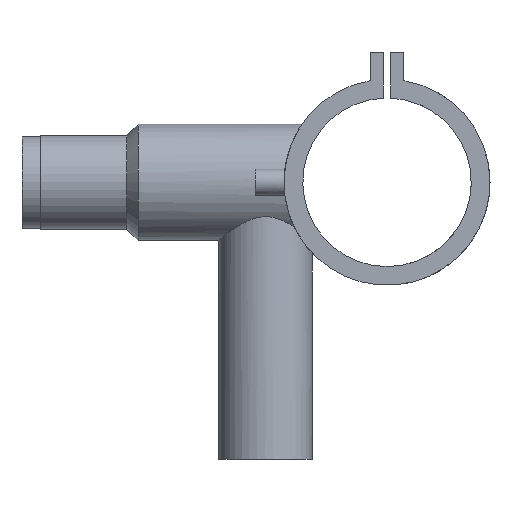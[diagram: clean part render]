
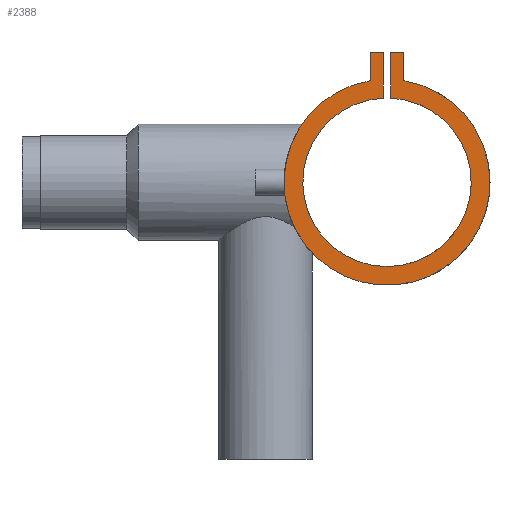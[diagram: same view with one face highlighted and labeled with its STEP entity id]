
A CAD part, left-side view. The second image highlights one B-rep face of the part: STEP entity #2388.
In plain terms, the highlighted planar face has unit normal (-1, 0, 0).
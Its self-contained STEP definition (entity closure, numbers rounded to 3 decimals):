
#8 = VECTOR ( 'NONE', #2515, 1000. ) ;
#65 = CARTESIAN_POINT ( 'NONE',  ( -69., 2., 69.259 ) ) ;
#138 = LINE ( 'NONE', #1113, #1948 ) ;
#199 = DIRECTION ( 'NONE',  ( -1., 0., 0. ) ) ;
#277 = DIRECTION ( 'NONE',  ( 0., 0., -1. ) ) ;
#279 = CARTESIAN_POINT ( 'NONE',  ( -69., 2., 69.259 ) ) ;
#280 = LINE ( 'NONE', #279, #1845 ) ;
#324 = CARTESIAN_POINT ( 'NONE',  ( -69., 9., 69.259 ) ) ;
#390 = DIRECTION ( 'NONE',  ( 0., 0., 1. ) ) ;
#391 = CARTESIAN_POINT ( 'NONE',  ( -69., 9., 69.259 ) ) ;
#394 = LINE ( 'NONE', #391, #1937 ) ;
#471 = DIRECTION ( 'NONE',  ( 1., 0., 0. ) ) ;
#581 = DIRECTION ( 'NONE',  ( 0., 0., 1. ) ) ;
#582 = CARTESIAN_POINT ( 'NONE',  ( -69., -2., 69.259 ) ) ;
#585 = LINE ( 'NONE', #582, #1943 ) ;
#611 = EDGE_CURVE ( 'NONE', #1265, #1955, #585, .T. ) ;
#677 = EDGE_CURVE ( 'NONE', #1891, #1557, #394, .T. ) ;
#711 = FACE_OUTER_BOUND ( 'NONE', #2034, .T. ) ;
#755 = EDGE_CURVE ( 'NONE', #2042, #1478, #280, .T. ) ;
#830 = VECTOR ( 'NONE', #1307, 1000. ) ;
#838 = AXIS2_PLACEMENT_3D ( 'NONE', #2351, #471, #1451 ) ;
#998 = AXIS2_PLACEMENT_3D ( 'NONE', #1146, #2098, #2533 ) ;
#1099 = LINE ( 'NONE', #2056, #8 ) ;
#1113 = CARTESIAN_POINT ( 'NONE',  ( -69., -9., 69.259 ) ) ;
#1146 = CARTESIAN_POINT ( 'NONE',  ( -69., 0., 0. ) ) ;
#1166 = EDGE_CURVE ( 'NONE', #1478, #1265, #1450, .T. ) ;
#1180 = DIRECTION ( 'NONE',  ( 0., 0., -1. ) ) ;
#1186 = CARTESIAN_POINT ( 'NONE',  ( -69., -2., 69.259 ) ) ;
#1265 = VERTEX_POINT ( 'NONE', #1456 ) ;
#1307 = DIRECTION ( 'NONE',  ( 0., -1., 0. ) ) ;
#1317 = VERTEX_POINT ( 'NONE', #2481 ) ;
#1395 = CARTESIAN_POINT ( 'NONE',  ( -69., 9., 54.259 ) ) ;
#1413 = CARTESIAN_POINT ( 'NONE',  ( -69., 2., 44.956 ) ) ;
#1445 = AXIS2_PLACEMENT_3D ( 'NONE', #2227, #199, #1180 ) ;
#1450 = CIRCLE ( 'NONE', #1445, 45. ) ;
#1451 = DIRECTION ( 'NONE',  ( 0., 0., -1. ) ) ;
#1456 = CARTESIAN_POINT ( 'NONE',  ( -69., -2., 44.956 ) ) ;
#1478 = VERTEX_POINT ( 'NONE', #1413 ) ;
#1491 = CARTESIAN_POINT ( 'NONE',  ( -69., 9., 69.259 ) ) ;
#1557 = VERTEX_POINT ( 'NONE', #1491 ) ;
#1675 = PLANE ( 'NONE',  #838 ) ;
#1845 = VECTOR ( 'NONE', #277, 1000. ) ;
#1891 = VERTEX_POINT ( 'NONE', #1395 ) ;
#1904 = VERTEX_POINT ( 'NONE', #2333 ) ;
#1937 = VECTOR ( 'NONE', #390, 1000. ) ;
#1943 = VECTOR ( 'NONE', #581, 1000. ) ;
#1948 = VECTOR ( 'NONE', #2071, 1000. ) ;
#1955 = VERTEX_POINT ( 'NONE', #1186 ) ;
#2034 = EDGE_LOOP ( 'NONE', ( #2090, #2086, #2084, #2080, #2077, #2074, #2073, #2061 ) ) ;
#2042 = VERTEX_POINT ( 'NONE', #65 ) ;
#2056 = CARTESIAN_POINT ( 'NONE',  ( -69., -2., 69.259 ) ) ;
#2061 = ORIENTED_EDGE ( 'NONE', *, *, #677, .F. ) ;
#2071 = DIRECTION ( 'NONE',  ( 0., 0., -1. ) ) ;
#2073 = ORIENTED_EDGE ( 'NONE', *, *, #2488, .F. ) ;
#2074 = ORIENTED_EDGE ( 'NONE', *, *, #755, .F. ) ;
#2077 = ORIENTED_EDGE ( 'NONE', *, *, #1166, .F. ) ;
#2080 = ORIENTED_EDGE ( 'NONE', *, *, #611, .F. ) ;
#2084 = ORIENTED_EDGE ( 'NONE', *, *, #2320, .F. ) ;
#2086 = ORIENTED_EDGE ( 'NONE', *, *, #2336, .F. ) ;
#2090 = ORIENTED_EDGE ( 'NONE', *, *, #2347, .F. ) ;
#2098 = DIRECTION ( 'NONE',  ( 1., 0., 0. ) ) ;
#2218 = CIRCLE ( 'NONE', #998, 55. ) ;
#2227 = CARTESIAN_POINT ( 'NONE',  ( -69., 0., 0. ) ) ;
#2290 = LINE ( 'NONE', #324, #830 ) ;
#2320 = EDGE_CURVE ( 'NONE', #1955, #1904, #1099, .T. ) ;
#2333 = CARTESIAN_POINT ( 'NONE',  ( -69., -9., 69.259 ) ) ;
#2336 = EDGE_CURVE ( 'NONE', #1904, #1317, #138, .T. ) ;
#2347 = EDGE_CURVE ( 'NONE', #1317, #1891, #2218, .T. ) ;
#2351 = CARTESIAN_POINT ( 'NONE',  ( -69., 0., 0. ) ) ;
#2388 = ADVANCED_FACE ( 'NONE', ( #711 ), #1675, .F. ) ;
#2481 = CARTESIAN_POINT ( 'NONE',  ( -69., -9., 54.259 ) ) ;
#2488 = EDGE_CURVE ( 'NONE', #1557, #2042, #2290, .T. ) ;
#2515 = DIRECTION ( 'NONE',  ( 0., -1., 0. ) ) ;
#2533 = DIRECTION ( 'NONE',  ( 0., 0., -1. ) ) ;
